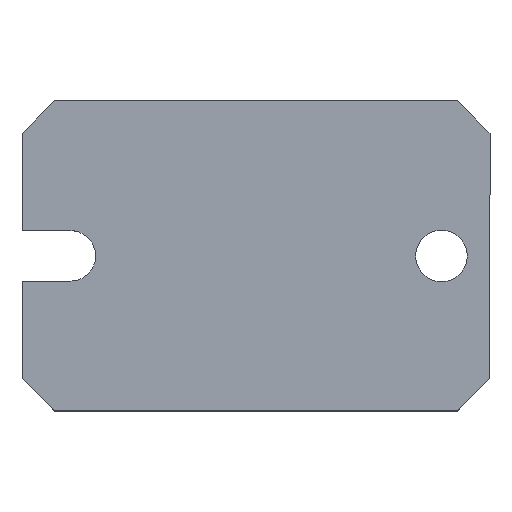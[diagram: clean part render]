
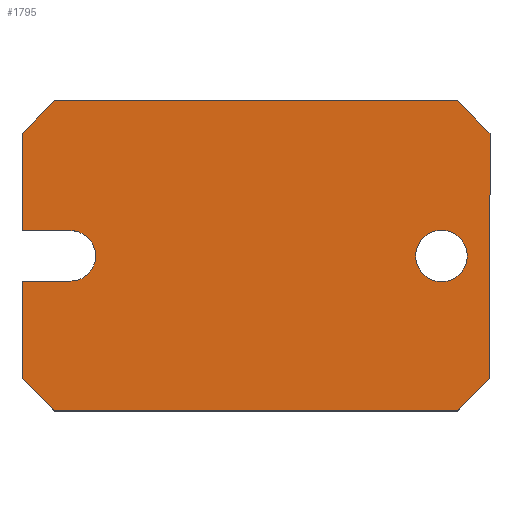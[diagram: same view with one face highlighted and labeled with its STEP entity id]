
A CAD part, top view. The second image highlights one B-rep face of the part: STEP entity #1795.
In plain terms, the highlighted planar face has unit normal (0, 0, 1).
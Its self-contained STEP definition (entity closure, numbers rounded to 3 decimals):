
#1243=CARTESIAN_POINT('',(15.1,2.1,12.02));
#1244=VERTEX_POINT('',#1243);
#1253=CARTESIAN_POINT('',(15.1,-2.1,12.02));
#1254=VERTEX_POINT('',#1253);
#1255=CARTESIAN_POINT('',(15.1,0.,12.02));
#1256=DIRECTION('',(0.0,0.0,-1.0));
#1257=DIRECTION('',(0.0,1.0,0.0));
#1258=AXIS2_PLACEMENT_3D('',#1255,#1256,#1257);
#1259=CIRCLE('',#1258,2.1);
#1260=EDGE_CURVE('',#1254,#1244,#1259,.T.);
#1294=CARTESIAN_POINT('',(15.1,0.,12.02));
#1295=DIRECTION('',(0.0,0.0,-1.0));
#1296=DIRECTION('',(0.0,1.0,0.0));
#1297=AXIS2_PLACEMENT_3D('',#1294,#1295,#1296);
#1298=CIRCLE('',#1297,2.1);
#1299=EDGE_CURVE('',#1244,#1254,#1298,.T.);
#1309=CARTESIAN_POINT('',(-15.15,-2.049,12.02));
#1310=VERTEX_POINT('',#1309);
#1319=CARTESIAN_POINT('',(-15.15,2.049,12.02));
#1320=VERTEX_POINT('',#1319);
#1321=CARTESIAN_POINT('',(-15.1,0.,12.02));
#1322=DIRECTION('',(0.0,0.0,-1.0));
#1323=DIRECTION('',(0.0,1.0,0.0));
#1324=AXIS2_PLACEMENT_3D('',#1321,#1322,#1323);
#1325=CIRCLE('',#1324,2.05);
#1326=EDGE_CURVE('',#1320,#1310,#1325,.T.);
#1352=CARTESIAN_POINT('',(-15.2,2.05,12.02));
#1353=VERTEX_POINT('',#1352);
#1354=CARTESIAN_POINT('',(-15.2,0.,12.02));
#1355=DIRECTION('',(0.0,0.0,-1.0));
#1356=DIRECTION('',(1.0,0.0,0.0));
#1357=AXIS2_PLACEMENT_3D('',#1354,#1355,#1356);
#1358=CIRCLE('',#1357,2.05);
#1359=EDGE_CURVE('',#1353,#1320,#1358,.T.);
#1394=CARTESIAN_POINT('',(-15.2,-2.05,12.02));
#1395=VERTEX_POINT('',#1394);
#1402=CARTESIAN_POINT('',(-15.2,0.,12.02));
#1403=DIRECTION('',(0.0,0.0,-1.0));
#1404=DIRECTION('',(1.0,0.0,0.0));
#1405=AXIS2_PLACEMENT_3D('',#1402,#1403,#1404);
#1406=CIRCLE('',#1405,2.05);
#1407=EDGE_CURVE('',#1310,#1395,#1406,.T.);
#1427=CARTESIAN_POINT('',(-19.05,-9.995,12.02));
#1428=VERTEX_POINT('',#1427);
#1435=CARTESIAN_POINT('',(-19.05,-2.05,12.02));
#1436=VERTEX_POINT('',#1435);
#1437=CARTESIAN_POINT('',(-19.05,-2.05,12.02));
#1438=DIRECTION('',(0.0,-1.0,0.0));
#1439=VECTOR('',#1438,7.945);
#1440=LINE('',#1437,#1439);
#1441=EDGE_CURVE('',#1436,#1428,#1440,.T.);
#1465=CARTESIAN_POINT('',(-16.42,-12.625,12.02));
#1466=VERTEX_POINT('',#1465);
#1473=CARTESIAN_POINT('',(-19.05,-9.995,12.02));
#1474=DIRECTION('',(0.707,-0.707,0.));
#1475=VECTOR('',#1474,3.719);
#1476=LINE('',#1473,#1475);
#1477=EDGE_CURVE('',#1428,#1466,#1476,.T.);
#1496=CARTESIAN_POINT('',(16.42,-12.625,12.02));
#1497=VERTEX_POINT('',#1496);
#1504=CARTESIAN_POINT('',(-16.42,-12.625,12.02));
#1505=DIRECTION('',(1.0,0.,0.));
#1506=VECTOR('',#1505,32.84);
#1507=LINE('',#1504,#1506);
#1508=EDGE_CURVE('',#1466,#1497,#1507,.T.);
#1527=CARTESIAN_POINT('',(19.05,-9.995,12.02));
#1528=VERTEX_POINT('',#1527);
#1535=CARTESIAN_POINT('',(16.42,-12.625,12.02));
#1536=DIRECTION('',(0.707,0.707,0.0));
#1537=VECTOR('',#1536,3.719);
#1538=LINE('',#1535,#1537);
#1539=EDGE_CURVE('',#1497,#1528,#1538,.T.);
#1558=CARTESIAN_POINT('',(19.05,9.995,12.02));
#1559=VERTEX_POINT('',#1558);
#1566=CARTESIAN_POINT('',(19.05,-9.995,12.02));
#1567=DIRECTION('',(0.0,1.0,0.0));
#1568=VECTOR('',#1567,19.99);
#1569=LINE('',#1566,#1568);
#1570=EDGE_CURVE('',#1528,#1559,#1569,.T.);
#1589=CARTESIAN_POINT('',(16.42,12.625,12.02));
#1590=VERTEX_POINT('',#1589);
#1597=CARTESIAN_POINT('',(19.05,9.995,12.02));
#1598=DIRECTION('',(-0.707,0.707,0.));
#1599=VECTOR('',#1598,3.719);
#1600=LINE('',#1597,#1599);
#1601=EDGE_CURVE('',#1559,#1590,#1600,.T.);
#1620=CARTESIAN_POINT('',(-16.42,12.625,12.02));
#1621=VERTEX_POINT('',#1620);
#1628=CARTESIAN_POINT('',(16.42,12.625,12.02));
#1629=DIRECTION('',(-1.,0.,0.));
#1630=VECTOR('',#1629,32.84);
#1631=LINE('',#1628,#1630);
#1632=EDGE_CURVE('',#1590,#1621,#1631,.T.);
#1651=CARTESIAN_POINT('',(-19.05,9.995,12.02));
#1652=VERTEX_POINT('',#1651);
#1659=CARTESIAN_POINT('',(-16.42,12.625,12.02));
#1660=DIRECTION('',(-0.707,-0.707,0.0));
#1661=VECTOR('',#1660,3.719);
#1662=LINE('',#1659,#1661);
#1663=EDGE_CURVE('',#1621,#1652,#1662,.T.);
#1682=CARTESIAN_POINT('',(-19.05,2.05,12.02));
#1683=VERTEX_POINT('',#1682);
#1690=CARTESIAN_POINT('',(-19.05,9.995,12.02));
#1691=DIRECTION('',(0.0,-1.0,0.0));
#1692=VECTOR('',#1691,7.945);
#1693=LINE('',#1690,#1692);
#1694=EDGE_CURVE('',#1652,#1683,#1693,.T.);
#1712=CARTESIAN_POINT('',(-19.05,2.05,12.02));
#1713=DIRECTION('',(1.0,0.0,0.0));
#1714=VECTOR('',#1713,3.85);
#1715=LINE('',#1712,#1714);
#1716=EDGE_CURVE('',#1683,#1353,#1715,.T.);
#1734=CARTESIAN_POINT('',(-15.2,-2.05,12.02));
#1735=DIRECTION('',(-1.0,0.0,0.0));
#1736=VECTOR('',#1735,3.85);
#1737=LINE('',#1734,#1736);
#1738=EDGE_CURVE('',#1395,#1436,#1737,.T.);
#1770=CARTESIAN_POINT('',(15.05,0.,12.02));
#1771=DIRECTION('',(0.0,0.0,1.0));
#1772=DIRECTION('',(0.0,1.0,0.0));
#1773=AXIS2_PLACEMENT_3D('',#1770,#1771,#1772);
#1774=PLANE('',#1773);
#1775=ORIENTED_EDGE('',*,*,#1326,.T.);
#1776=ORIENTED_EDGE('',*,*,#1407,.T.);
#1777=ORIENTED_EDGE('',*,*,#1738,.T.);
#1778=ORIENTED_EDGE('',*,*,#1441,.T.);
#1779=ORIENTED_EDGE('',*,*,#1477,.T.);
#1780=ORIENTED_EDGE('',*,*,#1508,.T.);
#1781=ORIENTED_EDGE('',*,*,#1539,.T.);
#1782=ORIENTED_EDGE('',*,*,#1570,.T.);
#1783=ORIENTED_EDGE('',*,*,#1601,.T.);
#1784=ORIENTED_EDGE('',*,*,#1632,.T.);
#1785=ORIENTED_EDGE('',*,*,#1663,.T.);
#1786=ORIENTED_EDGE('',*,*,#1694,.T.);
#1787=ORIENTED_EDGE('',*,*,#1716,.T.);
#1788=ORIENTED_EDGE('',*,*,#1359,.T.);
#1789=EDGE_LOOP('',(#1775,#1776,#1777,#1778,#1779,#1780,#1781,#1782,#1783,#1784,#1785,#1786,#1787,#1788));
#1790=FACE_OUTER_BOUND('',#1789,.T.);
#1791=ORIENTED_EDGE('',*,*,#1299,.T.);
#1792=ORIENTED_EDGE('',*,*,#1260,.T.);
#1793=EDGE_LOOP('',(#1791,#1792));
#1794=FACE_BOUND('',#1793,.T.);
#1795=ADVANCED_FACE('',(#1790,#1794),#1774,.T.);
